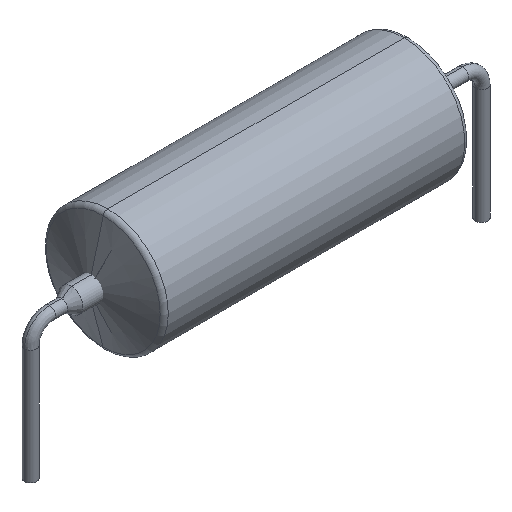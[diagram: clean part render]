
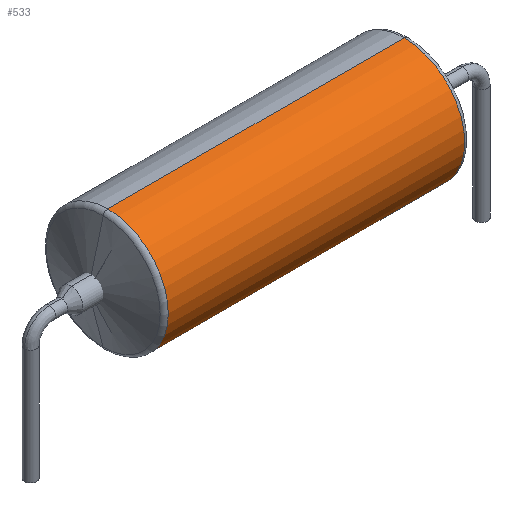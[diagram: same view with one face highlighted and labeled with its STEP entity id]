
A CAD part, isometric view. The second image highlights one B-rep face of the part: STEP entity #533.
In plain terms, the highlighted cylindrical face has radius 2.555 mm (diameter 5.11 mm), a partial arc.
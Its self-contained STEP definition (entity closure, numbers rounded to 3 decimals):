
#379=CARTESIAN_POINT('',(-6.26,0.,0.));
#380=VERTEX_POINT('',#379);
#397=CARTESIAN_POINT('',(-6.26,0.,5.11));
#398=VERTEX_POINT('',#397);
#421=CARTESIAN_POINT('',(6.26,0.,0.));
#422=VERTEX_POINT('',#421);
#423=CARTESIAN_POINT('',(-6.26,0.,0.));
#424=DIRECTION('',(1.0,0.0,0.0));
#425=VECTOR('',#424,12.521);
#426=LINE('',#423,#425);
#427=EDGE_CURVE('',#380,#422,#426,.T.);
#430=CARTESIAN_POINT('',(6.26,0.,5.11));
#431=VERTEX_POINT('',#430);
#432=CARTESIAN_POINT('',(-6.26,0.,5.11));
#433=DIRECTION('',(1.0,0.0,0.0));
#434=VECTOR('',#433,12.521);
#435=LINE('',#432,#434);
#436=EDGE_CURVE('',#398,#431,#435,.T.);
#506=CARTESIAN_POINT('',(6.26,0.,2.555));
#507=DIRECTION('',(1.0,0.0,0.0));
#508=DIRECTION('',(0.0,0.0,1.0));
#509=AXIS2_PLACEMENT_3D('',#506,#507,#508);
#510=CIRCLE('',#509,2.555);
#511=EDGE_CURVE('',#431,#422,#510,.T.);
#516=CARTESIAN_POINT('',(0.,0.,2.555));
#517=DIRECTION('',(-1.0,0.,0.));
#518=DIRECTION('',(0.0,0.0,-1.0));
#519=AXIS2_PLACEMENT_3D('',#516,#517,#518);
#520=CYLINDRICAL_SURFACE('',#519,2.555);
#521=ORIENTED_EDGE('',*,*,#427,.T.);
#522=ORIENTED_EDGE('',*,*,#511,.F.);
#523=ORIENTED_EDGE('',*,*,#436,.F.);
#524=CARTESIAN_POINT('',(-6.26,0.,2.555));
#525=DIRECTION('',(-1.0,0.0,0.0));
#526=DIRECTION('',(0.0,0.0,1.0));
#527=AXIS2_PLACEMENT_3D('',#524,#525,#526);
#528=CIRCLE('',#527,2.555);
#529=EDGE_CURVE('',#380,#398,#528,.T.);
#530=ORIENTED_EDGE('',*,*,#529,.F.);
#531=EDGE_LOOP('',(#521,#522,#523,#530));
#532=FACE_OUTER_BOUND('',#531,.T.);
#533=ADVANCED_FACE('',(#532),#520,.T.);
